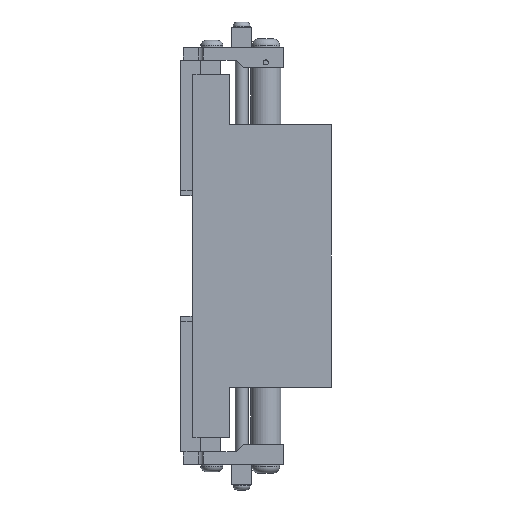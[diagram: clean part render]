
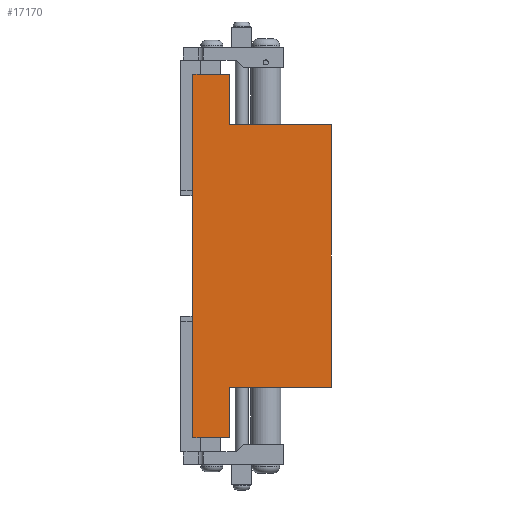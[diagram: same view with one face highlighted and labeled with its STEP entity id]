
A CAD part, left-side view. The second image highlights one B-rep face of the part: STEP entity #17170.
In plain terms, the highlighted planar face has unit normal (-1, 0, 0).
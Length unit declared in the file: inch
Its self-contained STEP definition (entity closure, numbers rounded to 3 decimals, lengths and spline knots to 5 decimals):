
#8370=CARTESIAN_POINT('',(-1.1245,1.8125,-4.5155));
#8371=VERTEX_POINT('',#8370);
#8378=CARTESIAN_POINT('',(-1.1245,1.8125,4.5155));
#8379=VERTEX_POINT('',#8378);
#8380=CARTESIAN_POINT('',(-1.1245,1.8125,4.5155));
#8381=DIRECTION('',(0.0,0.0,-1.0));
#8382=VECTOR('',#8381,9.031);
#8383=LINE('',#8380,#8382);
#8384=EDGE_CURVE('',#8379,#8371,#8383,.T.);
#8432=CARTESIAN_POINT('',(-1.1245,0.9,-4.5155));
#8433=VERTEX_POINT('',#8432);
#8440=CARTESIAN_POINT('',(-1.1245,1.8125,-4.5155));
#8441=DIRECTION('',(0.0,-1.0,0.0));
#8442=VECTOR('',#8441,0.9125);
#8443=LINE('',#8440,#8442);
#8444=EDGE_CURVE('',#8371,#8433,#8443,.T.);
#8493=CARTESIAN_POINT('',(-1.1245,0.9,4.5155));
#8494=VERTEX_POINT('',#8493);
#8495=CARTESIAN_POINT('',(-1.1245,0.9,4.5155));
#8496=DIRECTION('',(0.0,1.0,0.0));
#8497=VECTOR('',#8496,0.9125);
#8498=LINE('',#8495,#8497);
#8499=EDGE_CURVE('',#8494,#8379,#8498,.T.);
#10346=CARTESIAN_POINT('',(-1.1245,-1.625,3.2655));
#10347=VERTEX_POINT('',#10346);
#10354=CARTESIAN_POINT('',(-1.1245,-1.625,-3.2655));
#10355=VERTEX_POINT('',#10354);
#10356=CARTESIAN_POINT('',(-1.1245,-1.625,-3.2655));
#10357=DIRECTION('',(0.0,0.0,1.0));
#10358=VECTOR('',#10357,6.531);
#10359=LINE('',#10356,#10358);
#10360=EDGE_CURVE('',#10355,#10347,#10359,.T.);
#12292=CARTESIAN_POINT('',(-1.1245,0.9,-3.2655));
#12293=VERTEX_POINT('',#12292);
#12294=CARTESIAN_POINT('',(-1.1245,0.9,-3.2655));
#12295=DIRECTION('',(0.0,-1.0,0.0));
#12296=VECTOR('',#12295,2.525);
#12297=LINE('',#12294,#12296);
#12298=EDGE_CURVE('',#12293,#10355,#12297,.T.);
#13585=CARTESIAN_POINT('',(-1.1245,0.9,3.2655));
#13586=VERTEX_POINT('',#13585);
#13593=CARTESIAN_POINT('',(-1.1245,-1.625,3.2655));
#13594=DIRECTION('',(0.0,1.0,0.0));
#13595=VECTOR('',#13594,2.525);
#13596=LINE('',#13593,#13595);
#13597=EDGE_CURVE('',#10347,#13586,#13596,.T.);
#17020=CARTESIAN_POINT('',(-1.1245,0.9,3.2655));
#17021=DIRECTION('',(0.0,0.0,1.0));
#17022=VECTOR('',#17021,1.25);
#17023=LINE('',#17020,#17022);
#17024=EDGE_CURVE('',#13586,#8494,#17023,.T.);
#17093=CARTESIAN_POINT('',(-1.1245,0.9,-4.5155));
#17094=DIRECTION('',(0.0,0.0,1.0));
#17095=VECTOR('',#17094,1.25);
#17096=LINE('',#17093,#17095);
#17097=EDGE_CURVE('',#8433,#12293,#17096,.T.);
#17155=CARTESIAN_POINT('',(-1.1245,-0.42691,0.0));
#17156=DIRECTION('',(-1.0,0.0,0.0));
#17157=DIRECTION('',(0.0,0.0,1.0));
#17158=AXIS2_PLACEMENT_3D('',#17155,#17156,#17157);
#17159=PLANE('',#17158);
#17160=ORIENTED_EDGE('',*,*,#17024,.T.);
#17161=ORIENTED_EDGE('',*,*,#8499,.T.);
#17162=ORIENTED_EDGE('',*,*,#8384,.T.);
#17163=ORIENTED_EDGE('',*,*,#8444,.T.);
#17164=ORIENTED_EDGE('',*,*,#17097,.T.);
#17165=ORIENTED_EDGE('',*,*,#12298,.T.);
#17166=ORIENTED_EDGE('',*,*,#10360,.T.);
#17167=ORIENTED_EDGE('',*,*,#13597,.T.);
#17168=EDGE_LOOP('',(#17160,#17161,#17162,#17163,#17164,#17165,#17166,#17167));
#17169=FACE_OUTER_BOUND('',#17168,.T.);
#17170=ADVANCED_FACE('',(#17169),#17159,.T.);
